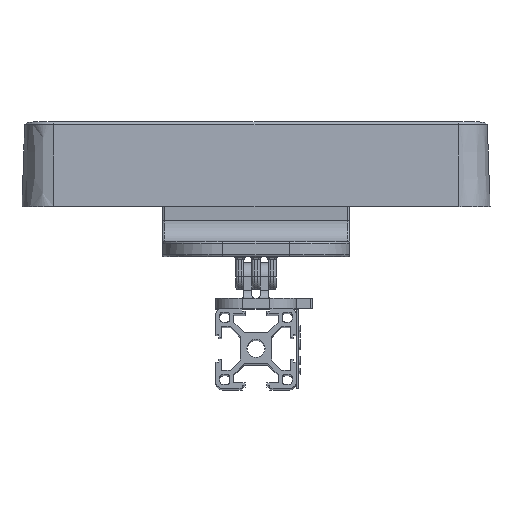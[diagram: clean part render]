
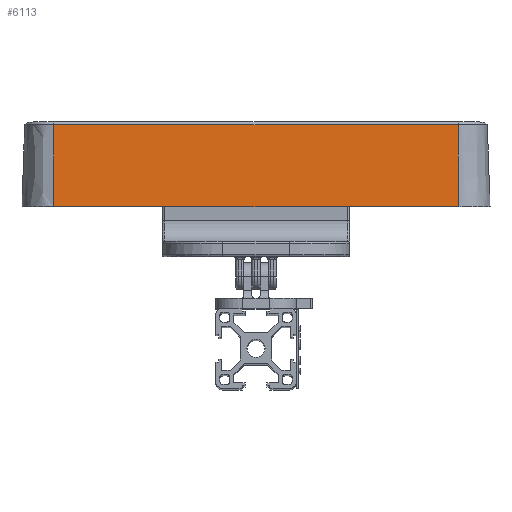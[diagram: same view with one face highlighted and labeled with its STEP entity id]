
A CAD part, top view. The second image highlights one B-rep face of the part: STEP entity #6113.
In plain terms, the highlighted planar face has unit normal (0, 0.033, 1).
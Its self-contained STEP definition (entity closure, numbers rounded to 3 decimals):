
#237=LINE('',#10582,#784);
#239=LINE('',#10975,#786);
#240=LINE('',#11000,#787);
#241=LINE('',#11001,#788);
#784=VECTOR('',#7109,10.);
#786=VECTOR('',#7113,10.);
#787=VECTOR('',#7116,10.);
#788=VECTOR('',#7117,10.);
#1320=PLANE('',#6522);
#1743=FACE_OUTER_BOUND('',#2112,.T.);
#2112=EDGE_LOOP('',(#4254,#4255,#4256,#4257));
#2659=VERTEX_POINT('',#10426);
#2660=VERTEX_POINT('',#10581);
#2661=VERTEX_POINT('',#10974);
#2662=VERTEX_POINT('',#10999);
#3269=EDGE_CURVE('',#2660,#2659,#237,.T.);
#3272=EDGE_CURVE('',#2661,#2659,#239,.T.);
#3274=EDGE_CURVE('',#2662,#2660,#240,.T.);
#3275=EDGE_CURVE('',#2662,#2661,#241,.T.);
#4254=ORIENTED_EDGE('',*,*,#3274,.T.);
#4255=ORIENTED_EDGE('',*,*,#3269,.T.);
#4256=ORIENTED_EDGE('',*,*,#3272,.F.);
#4257=ORIENTED_EDGE('',*,*,#3275,.F.);
#6113=ADVANCED_FACE('',(#1743),#1320,.T.);
#6522=AXIS2_PLACEMENT_3D('',#10998,#7114,#7115);
#7109=DIRECTION('',(-1.,0.,0.));
#7113=DIRECTION('',(0.,0.999,-0.033));
#7114=DIRECTION('center_axis',(0.,0.033,
0.999));
#7115=DIRECTION('ref_axis',(1.,0.,0.));
#7116=DIRECTION('',(0.,0.999,-0.033));
#7117=DIRECTION('',(-1.,0.,0.));
#10426=CARTESIAN_POINT('',(-75.5,30.607,56.237));
#10581=CARTESIAN_POINT('',(75.5,30.607,56.237));
#10582=CARTESIAN_POINT('',(-37.75,30.607,56.237));
#10974=CARTESIAN_POINT('',(-75.5,0.,57.237));
#10975=CARTESIAN_POINT('',(-75.5,0.,57.237));
#10998=CARTESIAN_POINT('Origin',(-37.75,15.304,56.737));
#10999=CARTESIAN_POINT('',(75.5,0.,57.237));
#11000=CARTESIAN_POINT('',(75.5,0.,57.237));
#11001=CARTESIAN_POINT('',(75.5,0.,57.237));
